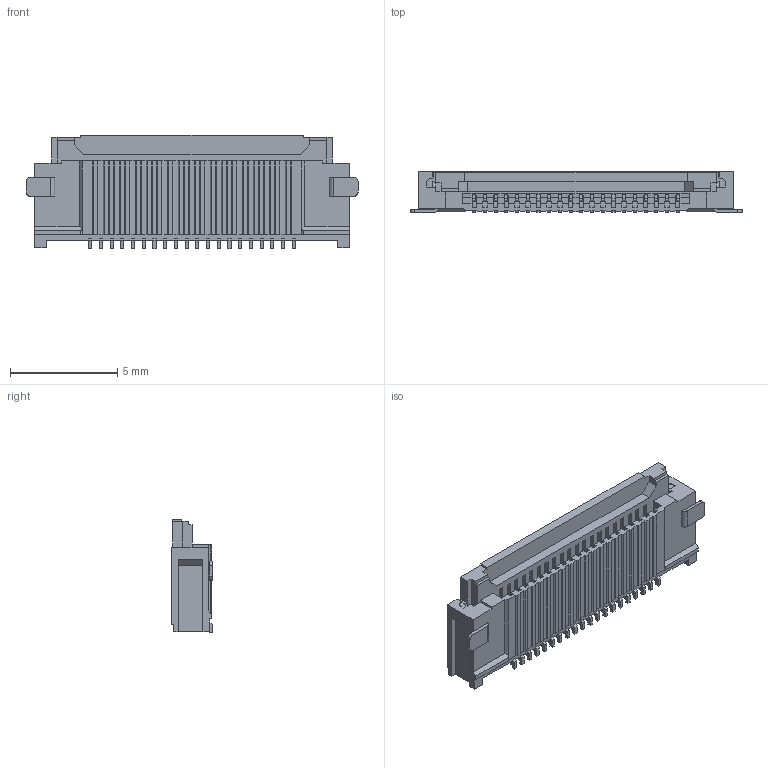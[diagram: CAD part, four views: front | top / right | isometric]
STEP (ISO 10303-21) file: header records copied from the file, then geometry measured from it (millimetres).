
FILE_DESCRIPTION((''),'2;1');
FILE_NAME('5052782033','2022-01-14T',('gga'),(''),'PRO/ENGINEER BY PARAMETRIC TECHNOLOGY CORPORATION, 2016010','PRO/ENGINEER BY PARAMETRIC TECHNOLOGY CORPORATION, 2016010','');
FILE_SCHEMA(('CONFIG_CONTROL_DESIGN'));
Length unit declared in the file: millimetre
Products named in the file (1): 5052782033
Bounding box: 15.5 x 1.9 x 5.3 mm (x, y, z)
Volume: 81.5 mm3; surface area: 457.9 mm2
Topology: 1 solids, 1 shells, 1202 faces, 3470 edges, 2308 vertices
Faces by surface type: plane 1046, cylinder 156
Entity records: 38975 total; most frequent: CARTESIAN_POINT 6988, ORIENTED_EDGE 6940, DIRECTION 6186, EDGE_CURVE 3470, VECTOR 3156, LINE 3156, VERTEX_POINT 2308, AXIS2_PLACEMENT_3D 1515
